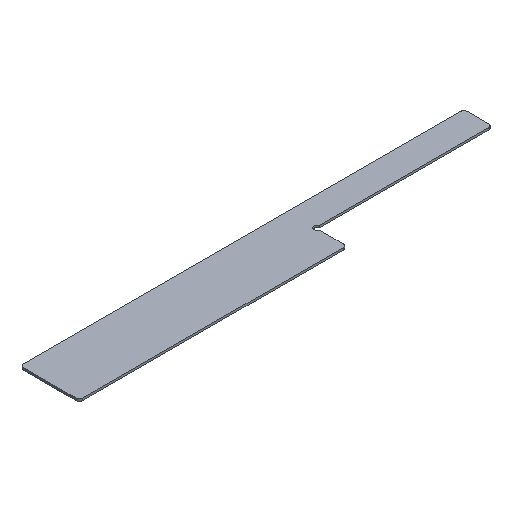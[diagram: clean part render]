
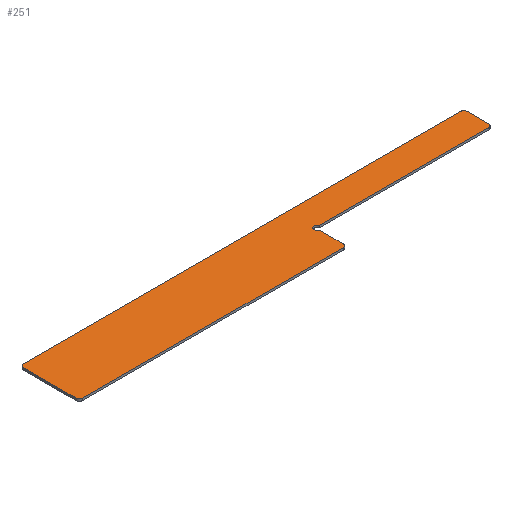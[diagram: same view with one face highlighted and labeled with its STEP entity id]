
A CAD part, isometric view. The second image highlights one B-rep face of the part: STEP entity #251.
In plain terms, the highlighted planar face has unit normal (0, 0, 1).
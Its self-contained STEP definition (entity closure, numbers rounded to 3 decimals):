
#16=PLANE('',#269);
#25=FACE_OUTER_BOUND('',#39,.T.);
#39=EDGE_LOOP('',(#179,#180,#181,#182,#183,#184,#185,#186,#187,#188,#189,
#190));
#53=LINE('',#381,#77);
#56=LINE('',#387,#80);
#57=LINE('',#391,#81);
#58=LINE('',#395,#82);
#59=LINE('',#399,#83);
#60=LINE('',#403,#84);
#77=VECTOR('',#303,10.);
#80=VECTOR('',#308,10.);
#81=VECTOR('',#311,10.);
#82=VECTOR('',#314,10.);
#83=VECTOR('',#317,10.);
#84=VECTOR('',#320,10.);
#100=CIRCLE('',#267,1.5);
#101=CIRCLE('',#270,1.5);
#102=CIRCLE('',#271,1.5);
#103=CIRCLE('',#272,1.5);
#104=CIRCLE('',#273,1.5);
#105=CIRCLE('',#274,1.5);
#113=VERTEX_POINT('',#374);
#114=VERTEX_POINT('',#376);
#115=VERTEX_POINT('',#380);
#117=VERTEX_POINT('',#386);
#118=VERTEX_POINT('',#388);
#119=VERTEX_POINT('',#390);
#120=VERTEX_POINT('',#392);
#121=VERTEX_POINT('',#394);
#122=VERTEX_POINT('',#396);
#123=VERTEX_POINT('',#398);
#124=VERTEX_POINT('',#400);
#125=VERTEX_POINT('',#402);
#137=EDGE_CURVE('',#113,#114,#100,.T.);
#139=EDGE_CURVE('',#114,#115,#53,.T.);
#142=EDGE_CURVE('',#117,#113,#56,.T.);
#143=EDGE_CURVE('',#118,#117,#101,.T.);
#144=EDGE_CURVE('',#119,#118,#57,.T.);
#145=EDGE_CURVE('',#120,#119,#102,.T.);
#146=EDGE_CURVE('',#121,#120,#58,.T.);
#147=EDGE_CURVE('',#121,#122,#103,.T.);
#148=EDGE_CURVE('',#123,#122,#59,.T.);
#149=EDGE_CURVE('',#124,#123,#104,.T.);
#150=EDGE_CURVE('',#125,#124,#60,.T.);
#151=EDGE_CURVE('',#115,#125,#105,.T.);
#179=ORIENTED_EDGE('',*,*,#137,.F.);
#180=ORIENTED_EDGE('',*,*,#142,.F.);
#181=ORIENTED_EDGE('',*,*,#143,.F.);
#182=ORIENTED_EDGE('',*,*,#144,.F.);
#183=ORIENTED_EDGE('',*,*,#145,.F.);
#184=ORIENTED_EDGE('',*,*,#146,.F.);
#185=ORIENTED_EDGE('',*,*,#147,.T.);
#186=ORIENTED_EDGE('',*,*,#148,.F.);
#187=ORIENTED_EDGE('',*,*,#149,.F.);
#188=ORIENTED_EDGE('',*,*,#150,.F.);
#189=ORIENTED_EDGE('',*,*,#151,.F.);
#190=ORIENTED_EDGE('',*,*,#139,.F.);
#251=ADVANCED_FACE('',(#25),#16,.F.);
#267=AXIS2_PLACEMENT_3D('',#377,#298,#299);
#269=AXIS2_PLACEMENT_3D('',#385,#306,#307);
#270=AXIS2_PLACEMENT_3D('',#389,#309,#310);
#271=AXIS2_PLACEMENT_3D('',#393,#312,#313);
#272=AXIS2_PLACEMENT_3D('',#397,#315,#316);
#273=AXIS2_PLACEMENT_3D('',#401,#318,#319);
#274=AXIS2_PLACEMENT_3D('',#404,#321,#322);
#298=DIRECTION('center_axis',(0.,0.,-1.));
#299=DIRECTION('ref_axis',(-0.707,0.707,0.));
#303=DIRECTION('',(1.,0.,0.));
#306=DIRECTION('center_axis',(0.,0.,-1.));
#307=DIRECTION('ref_axis',(1.,0.,0.));
#308=DIRECTION('',(0.,1.,0.));
#309=DIRECTION('center_axis',(0.,0.,-1.));
#310=DIRECTION('ref_axis',(-0.707,-0.707,0.));
#311=DIRECTION('',(-1.,0.,0.));
#312=DIRECTION('center_axis',(0.,0.,-1.));
#313=DIRECTION('ref_axis',(0.707,-0.707,0.));
#314=DIRECTION('',(0.,-1.,0.));
#315=DIRECTION('center_axis',(0.,0.,-1.));
#316=DIRECTION('ref_axis',(-0.333,-0.943,0.));
#317=DIRECTION('',(-1.,0.,0.));
#318=DIRECTION('center_axis',(0.,0.,-1.));
#319=DIRECTION('ref_axis',(0.707,-0.707,0.));
#320=DIRECTION('',(0.,-1.,0.));
#321=DIRECTION('center_axis',(0.,0.,-1.));
#322=DIRECTION('ref_axis',(0.707,0.707,0.));
#374=CARTESIAN_POINT('',(2.5,29.,1.));
#376=CARTESIAN_POINT('',(4.,30.5,1.));
#377=CARTESIAN_POINT('Origin',(4.,29.,1.));
#380=CARTESIAN_POINT('',(207.,30.5,1.));
#381=CARTESIAN_POINT('',(2.5,30.5,1.));
#385=CARTESIAN_POINT('Origin',(105.5,16.75,1.));
#386=CARTESIAN_POINT('',(2.5,4.5,1.));
#387=CARTESIAN_POINT('',(2.5,3.,1.));
#388=CARTESIAN_POINT('',(4.,3.,1.));
#389=CARTESIAN_POINT('Origin',(4.,4.5,1.));
#390=CARTESIAN_POINT('',(125.,3.,1.));
#391=CARTESIAN_POINT('',(126.5,3.,1.));
#392=CARTESIAN_POINT('',(126.5,4.5,1.));
#393=CARTESIAN_POINT('Origin',(125.,4.5,1.));
#394=CARTESIAN_POINT('',(126.5,15.586,1.));
#395=CARTESIAN_POINT('',(126.5,17.5,1.));
#396=CARTESIAN_POINT('',(128.414,17.5,1.));
#397=CARTESIAN_POINT('Origin',(127.,17.,1.));
#398=CARTESIAN_POINT('',(207.,17.5,1.));
#399=CARTESIAN_POINT('',(208.5,17.5,1.));
#400=CARTESIAN_POINT('',(208.5,19.,1.));
#401=CARTESIAN_POINT('Origin',(207.,19.,1.));
#402=CARTESIAN_POINT('',(208.5,29.,1.));
#403=CARTESIAN_POINT('',(208.5,30.5,1.));
#404=CARTESIAN_POINT('Origin',(207.,29.,1.));
